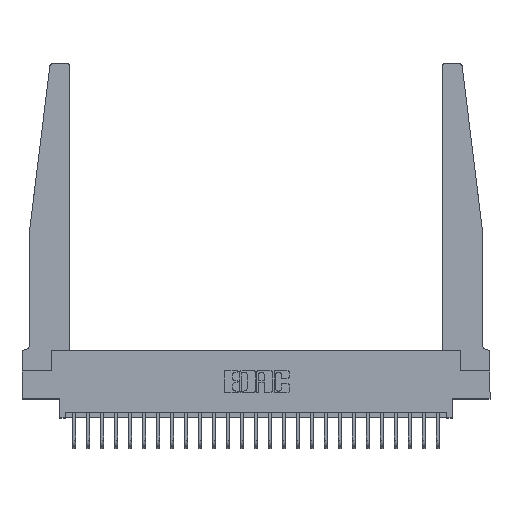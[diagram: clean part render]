
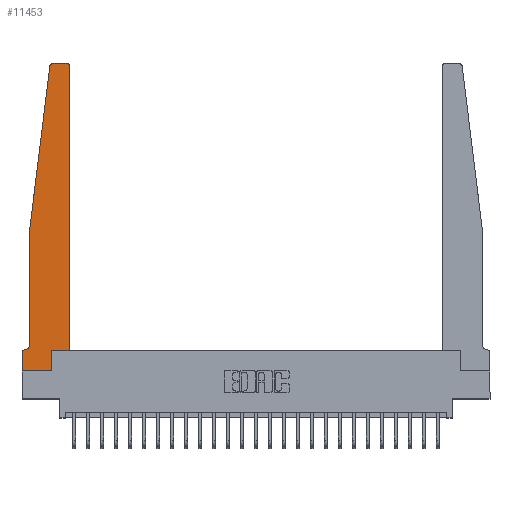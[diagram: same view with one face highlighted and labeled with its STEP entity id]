
A CAD part, top view. The second image highlights one B-rep face of the part: STEP entity #11453.
In plain terms, the highlighted planar face has unit normal (0, 0, 1).
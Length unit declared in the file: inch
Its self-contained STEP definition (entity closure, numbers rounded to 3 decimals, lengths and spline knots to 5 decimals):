
#21 = VERTEX_POINT ( 'NONE', #2146 ) ;
#201 = VECTOR ( 'NONE', #12212, 39.37008 ) ;
#422 = CARTESIAN_POINT ( 'NONE',  ( 0.27653, 2.72, 0.37 ) ) ;
#926 = CARTESIAN_POINT ( 'NONE',  ( 0., 0., 0.37 ) ) ;
#984 = VERTEX_POINT ( 'NONE', #11800 ) ;
#1175 = DIRECTION ( 'NONE',  ( 1., 0., 0. ) ) ;
#1253 = ORIENTED_EDGE ( 'NONE', *, *, #10122, .T. ) ;
#1278 = AXIS2_PLACEMENT_3D ( 'NONE', #2402, #19220, #6479 ) ;
#1506 = VERTEX_POINT ( 'NONE', #926 ) ;
#1900 = CARTESIAN_POINT ( 'NONE',  ( 0.425, 0.18, 0.37 ) ) ;
#2083 = EDGE_CURVE ( 'NONE', #17154, #1506, #12676, .T. ) ;
#2146 = CARTESIAN_POINT ( 'NONE',  ( 0.065, 1.25, 0.37 ) ) ;
#2402 = CARTESIAN_POINT ( 'NONE',  ( 0.395, 2.72, 0.37 ) ) ;
#2575 = LINE ( 'NONE', #11249, #14866 ) ;
#2702 = CARTESIAN_POINT ( 'NONE',  ( 0.425, 2.72, 0.37 ) ) ;
#2914 = ORIENTED_EDGE ( 'NONE', *, *, #17233, .T. ) ;
#3299 = EDGE_CURVE ( 'NONE', #1506, #984, #26360, .T. ) ;
#3329 = CARTESIAN_POINT ( 'NONE',  ( 0., 0.1875, 0.37 ) ) ;
#4066 = EDGE_CURVE ( 'NONE', #24403, #9429, #22945, .T. ) ;
#4068 = CARTESIAN_POINT ( 'NONE',  ( 0.065, 1.25, 0.37 ) ) ;
#4269 = CARTESIAN_POINT ( 'NONE',  ( 0.24675, 2.72367, 0.37 ) ) ;
#4287 = EDGE_CURVE ( 'NONE', #9429, #11563, #21975, .T. ) ;
#4392 = CARTESIAN_POINT ( 'NONE',  ( 0.25, 2.75, 0.37 ) ) ;
#4712 = DIRECTION ( 'NONE',  ( -1., 0., 0. ) ) ;
#4843 = ORIENTED_EDGE ( 'NONE', *, *, #2083, .T. ) ;
#5389 = CARTESIAN_POINT ( 'NONE',  ( 0.425, 0.18, 0.37 ) ) ;
#5432 = ORIENTED_EDGE ( 'NONE', *, *, #4066, .T. ) ;
#5777 = LINE ( 'NONE', #5389, #11549 ) ;
#6479 = DIRECTION ( 'NONE',  ( 1., 0., 0. ) ) ;
#6753 = LINE ( 'NONE', #25568, #21772 ) ;
#7838 = DIRECTION ( 'NONE',  ( 0., 0., -1. ) ) ;
#8271 = VERTEX_POINT ( 'NONE', #17066 ) ;
#8558 = LINE ( 'NONE', #4068, #10540 ) ;
#8867 = DIRECTION ( 'NONE',  ( -1., 0., 0. ) ) ;
#9229 = EDGE_LOOP ( 'NONE', ( #5432, #12346, #19303, #2914, #14386, #16156, #4843, #14563, #23034, #15361, #15947, #1253 ) ) ;
#9324 = DIRECTION ( 'NONE',  ( 0., 0., 1. ) ) ;
#9429 = VERTEX_POINT ( 'NONE', #13823 ) ;
#9588 = VECTOR ( 'NONE', #23217, 39.37008 ) ;
#9867 = DIRECTION ( 'NONE',  ( -1., 0., 0. ) ) ;
#10122 = EDGE_CURVE ( 'NONE', #16085, #24403, #19035, .T. ) ;
#10477 = DIRECTION ( 'NONE',  ( 0., 0., 1. ) ) ;
#10540 = VECTOR ( 'NONE', #12350, 39.37008 ) ;
#11153 = AXIS2_PLACEMENT_3D ( 'NONE', #422, #10477, #16978 ) ;
#11249 = CARTESIAN_POINT ( 'NONE',  ( 0.425, 0.18, 0.37 ) ) ;
#11453 = ADVANCED_FACE ( 'NONE', ( #22034 ), #21905, .T. ) ;
#11549 = VECTOR ( 'NONE', #14035, 39.37008 ) ;
#11563 = VERTEX_POINT ( 'NONE', #4269 ) ;
#11800 = CARTESIAN_POINT ( 'NONE',  ( 0.2605, 0., 0.37 ) ) ;
#12212 = DIRECTION ( 'NONE',  ( -0.122, -0.992, 0. ) ) ;
#12346 = ORIENTED_EDGE ( 'NONE', *, *, #4287, .T. ) ;
#12350 = DIRECTION ( 'NONE',  ( 0., -1., 0. ) ) ;
#12676 = LINE ( 'NONE', #24854, #9588 ) ;
#12686 = CARTESIAN_POINT ( 'NONE',  ( 0.2605, 0.18, 0.37 ) ) ;
#12811 = DIRECTION ( 'NONE',  ( 1., 0., 0. ) ) ;
#13453 = EDGE_CURVE ( 'NONE', #16781, #8271, #26460, .T. ) ;
#13823 = CARTESIAN_POINT ( 'NONE',  ( 0.27653, 2.75, 0.37 ) ) ;
#14035 = DIRECTION ( 'NONE',  ( 0., 1., 0. ) ) ;
#14075 = CARTESIAN_POINT ( 'NONE',  ( 0.395, 2.75, 0.37 ) ) ;
#14386 = ORIENTED_EDGE ( 'NONE', *, *, #13453, .T. ) ;
#14563 = ORIENTED_EDGE ( 'NONE', *, *, #3299, .T. ) ;
#14866 = VECTOR ( 'NONE', #19522, 39.37008 ) ;
#14908 = CARTESIAN_POINT ( 'NONE',  ( 0., 0.1875, 0.37 ) ) ;
#15081 = VERTEX_POINT ( 'NONE', #1900 ) ;
#15361 = ORIENTED_EDGE ( 'NONE', *, *, #17348, .T. ) ;
#15947 = ORIENTED_EDGE ( 'NONE', *, *, #19139, .T. ) ;
#16085 = VERTEX_POINT ( 'NONE', #2702 ) ;
#16156 = ORIENTED_EDGE ( 'NONE', *, *, #16460, .T. ) ;
#16460 = EDGE_CURVE ( 'NONE', #8271, #17154, #6753, .T. ) ;
#16781 = VERTEX_POINT ( 'NONE', #22686 ) ;
#16978 = DIRECTION ( 'NONE',  ( 1., 0., 0. ) ) ;
#17066 = CARTESIAN_POINT ( 'NONE',  ( 0.015, 0.1875, 0.37 ) ) ;
#17154 = VERTEX_POINT ( 'NONE', #14908 ) ;
#17233 = EDGE_CURVE ( 'NONE', #21, #16781, #8558, .T. ) ;
#17348 = EDGE_CURVE ( 'NONE', #23672, #15081, #2575, .T. ) ;
#17777 = AXIS2_PLACEMENT_3D ( 'NONE', #3329, #9324, #1175 ) ;
#18020 = LINE ( 'NONE', #18689, #21213 ) ;
#18548 = DIRECTION ( 'NONE',  ( 0., 1., 0. ) ) ;
#18689 = CARTESIAN_POINT ( 'NONE',  ( 0.2605, 0.18, 0.37 ) ) ;
#18777 = EDGE_CURVE ( 'NONE', #11563, #21, #20340, .T. ) ;
#19035 = CIRCLE ( 'NONE', #1278, 0.03 ) ;
#19139 = EDGE_CURVE ( 'NONE', #15081, #16085, #5777, .T. ) ;
#19220 = DIRECTION ( 'NONE',  ( 0., 0., 1. ) ) ;
#19303 = ORIENTED_EDGE ( 'NONE', *, *, #18777, .T. ) ;
#19522 = DIRECTION ( 'NONE',  ( 1., 0., 0. ) ) ;
#19714 = VECTOR ( 'NONE', #12811, 39.37008 ) ;
#19903 = CARTESIAN_POINT ( 'NONE',  ( 0.015, 0.2375, 0.37 ) ) ;
#20340 = LINE ( 'NONE', #22235, #201 ) ;
#21196 = CARTESIAN_POINT ( 'NONE',  ( 0., 0., 0.37 ) ) ;
#21213 = VECTOR ( 'NONE', #18548, 39.37008 ) ;
#21710 = AXIS2_PLACEMENT_3D ( 'NONE', #19903, #7838, #9867 ) ;
#21772 = VECTOR ( 'NONE', #4712, 39.37008 ) ;
#21905 = PLANE ( 'NONE',  #17777 ) ;
#21911 = EDGE_CURVE ( 'NONE', #984, #23672, #18020, .T. ) ;
#21975 = CIRCLE ( 'NONE', #11153, 0.03 ) ;
#22034 = FACE_OUTER_BOUND ( 'NONE', #9229, .T. ) ;
#22235 = CARTESIAN_POINT ( 'NONE',  ( 0.065, 1.25, 0.37 ) ) ;
#22686 = CARTESIAN_POINT ( 'NONE',  ( 0.065, 0.2375, 0.37 ) ) ;
#22945 = LINE ( 'NONE', #4392, #25215 ) ;
#23034 = ORIENTED_EDGE ( 'NONE', *, *, #21911, .T. ) ;
#23217 = DIRECTION ( 'NONE',  ( 0., -1., 0. ) ) ;
#23672 = VERTEX_POINT ( 'NONE', #12686 ) ;
#24403 = VERTEX_POINT ( 'NONE', #14075 ) ;
#24854 = CARTESIAN_POINT ( 'NONE',  ( 0., 0., 0.37 ) ) ;
#25215 = VECTOR ( 'NONE', #8867, 39.37008 ) ;
#25568 = CARTESIAN_POINT ( 'NONE',  ( 0.065, 0.1875, 0.37 ) ) ;
#26360 = LINE ( 'NONE', #21196, #19714 ) ;
#26460 = CIRCLE ( 'NONE', #21710, 0.05 ) ;
